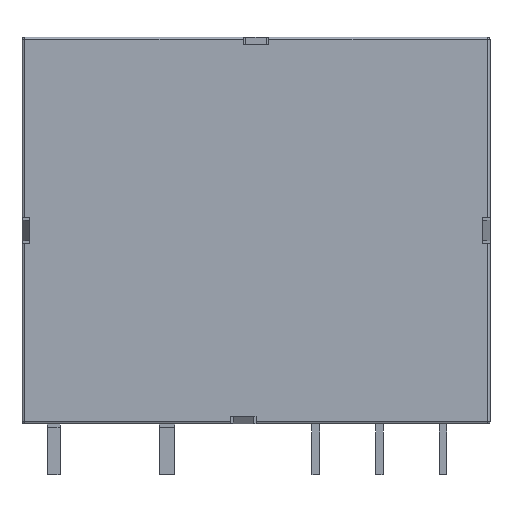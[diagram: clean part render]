
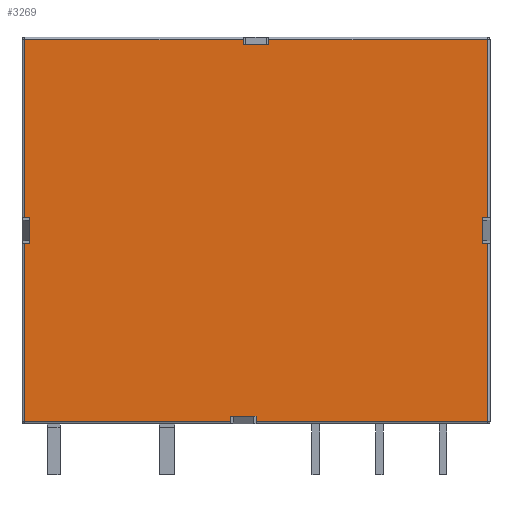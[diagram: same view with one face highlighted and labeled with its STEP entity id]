
A CAD part, front view. The second image highlights one B-rep face of the part: STEP entity #3269.
In plain terms, the highlighted planar face has unit normal (0, -1, 0).
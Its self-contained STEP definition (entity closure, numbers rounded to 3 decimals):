
#365=DIRECTION('',(1.,0.,0.));
#366=VECTOR('',#365,2.);
#367=CARTESIAN_POINT('',(-2.,-8.6,-29.8));
#368=LINE('',#367,#366);
#369=DIRECTION('',(0.,0.,1.));
#370=VECTOR('',#369,0.4);
#371=CARTESIAN_POINT('',(-2.,-8.6,-30.2));
#372=LINE('',#371,#370);
#373=DIRECTION('',(-1.,0.,0.));
#374=VECTOR('',#373,16.2);
#375=CARTESIAN_POINT('',(-2.,-8.6,-30.2));
#376=LINE('',#375,#374);
#377=DIRECTION('',(0.,0.,-1.));
#378=VECTOR('',#377,14.);
#379=CARTESIAN_POINT('',(-18.2,-8.6,-16.2));
#380=LINE('',#379,#378);
#381=DIRECTION('',(1.,0.,0.));
#382=VECTOR('',#381,0.4);
#383=CARTESIAN_POINT('',(-18.2,-8.6,-16.2));
#384=LINE('',#383,#382);
#385=DIRECTION('',(0.,0.,-1.));
#386=VECTOR('',#385,2.);
#387=CARTESIAN_POINT('',(-17.8,-8.6,-14.2));
#388=LINE('',#387,#386);
#389=DIRECTION('',(1.,0.,0.));
#390=VECTOR('',#389,0.4);
#391=CARTESIAN_POINT('',(-18.2,-8.6,-14.2));
#392=LINE('',#391,#390);
#393=DIRECTION('',(0.,0.,-1.));
#394=VECTOR('',#393,14.);
#395=CARTESIAN_POINT('',(-18.2,-8.6,-0.2));
#396=LINE('',#395,#394);
#397=DIRECTION('',(1.,0.,0.));
#398=VECTOR('',#397,17.2);
#399=CARTESIAN_POINT('',(-18.2,-8.6,-0.2));
#400=LINE('',#399,#398);
#401=DIRECTION('',(0.,0.,-1.));
#402=VECTOR('',#401,0.4);
#403=CARTESIAN_POINT('',(-1.,-8.6,-0.2));
#404=LINE('',#403,#402);
#405=DIRECTION('',(1.,0.,0.));
#406=VECTOR('',#405,2.);
#407=CARTESIAN_POINT('',(-1.,-8.6,-0.6));
#408=LINE('',#407,#406);
#409=DIRECTION('',(0.,0.,-1.));
#410=VECTOR('',#409,0.4);
#411=CARTESIAN_POINT('',(1.,-8.6,-0.2));
#412=LINE('',#411,#410);
#413=DIRECTION('',(1.,0.,0.));
#414=VECTOR('',#413,17.2);
#415=CARTESIAN_POINT('',(1.,-8.6,-0.2));
#416=LINE('',#415,#414);
#417=DIRECTION('',(0.,0.,-1.));
#418=VECTOR('',#417,14.);
#419=CARTESIAN_POINT('',(18.2,-8.6,-0.2));
#420=LINE('',#419,#418);
#421=DIRECTION('',(-1.,0.,0.));
#422=VECTOR('',#421,0.4);
#423=CARTESIAN_POINT('',(18.2,-8.6,-14.2));
#424=LINE('',#423,#422);
#425=DIRECTION('',(0.,0.,-1.));
#426=VECTOR('',#425,2.);
#427=CARTESIAN_POINT('',(17.8,-8.6,-14.2));
#428=LINE('',#427,#426);
#429=DIRECTION('',(-1.,0.,0.));
#430=VECTOR('',#429,0.4);
#431=CARTESIAN_POINT('',(18.2,-8.6,-16.2));
#432=LINE('',#431,#430);
#433=DIRECTION('',(0.,0.,-1.));
#434=VECTOR('',#433,14.);
#435=CARTESIAN_POINT('',(18.2,-8.6,-16.2));
#436=LINE('',#435,#434);
#437=DIRECTION('',(-1.,0.,0.));
#438=VECTOR('',#437,18.2);
#439=CARTESIAN_POINT('',(18.2,-8.6,-30.2));
#440=LINE('',#439,#438);
#441=DIRECTION('',(0.,0.,1.));
#442=VECTOR('',#441,0.4);
#443=CARTESIAN_POINT('',(0.,-8.6,-30.2));
#444=LINE('',#443,#442);
#2366=CARTESIAN_POINT('',(-1.,-8.6,-0.6));
#2367=CARTESIAN_POINT('',(1.,-8.6,-0.6));
#2368=VERTEX_POINT('',#2366);
#2369=VERTEX_POINT('',#2367);
#2450=CARTESIAN_POINT('',(17.8,-8.6,-16.2));
#2451=VERTEX_POINT('',#2450);
#2452=CARTESIAN_POINT('',(17.8,-8.6,-14.2));
#2453=VERTEX_POINT('',#2452);
#2542=CARTESIAN_POINT('',(-17.8,-8.6,-16.2));
#2543=VERTEX_POINT('',#2542);
#2544=CARTESIAN_POINT('',(-17.8,-8.6,-14.2));
#2545=VERTEX_POINT('',#2544);
#2603=CARTESIAN_POINT('',(-1.,-8.6,-0.2));
#2605=VERTEX_POINT('',#2603);
#2606=CARTESIAN_POINT('',(-18.2,-8.6,-0.2));
#2607=VERTEX_POINT('',#2606);
#2610=CARTESIAN_POINT('',(-18.2,-8.6,-14.2));
#2612=VERTEX_POINT('',#2610);
#2630=CARTESIAN_POINT('',(18.2,-8.6,-16.2));
#2632=VERTEX_POINT('',#2630);
#2636=CARTESIAN_POINT('',(18.2,-8.6,-30.2));
#2637=VERTEX_POINT('',#2636);
#2665=CARTESIAN_POINT('',(-18.2,-8.6,-16.2));
#2667=VERTEX_POINT('',#2665);
#2668=CARTESIAN_POINT('',(-18.2,-8.6,-30.2));
#2669=VERTEX_POINT('',#2668);
#2689=CARTESIAN_POINT('',(18.2,-8.6,-14.2));
#2691=VERTEX_POINT('',#2689);
#2692=CARTESIAN_POINT('',(18.2,-8.6,-0.2));
#2693=VERTEX_POINT('',#2692);
#2694=CARTESIAN_POINT('',(1.,-8.6,-0.2));
#2696=VERTEX_POINT('',#2694);
#2730=CARTESIAN_POINT('',(0.,-8.6,-29.8));
#2731=VERTEX_POINT('',#2730);
#2732=CARTESIAN_POINT('',(-2.,-8.6,-29.8));
#2733=VERTEX_POINT('',#2732);
#2798=CARTESIAN_POINT('',(0.,-8.6,-30.2));
#2799=VERTEX_POINT('',#2798);
#2800=CARTESIAN_POINT('',(-2.,-8.6,-30.2));
#2801=VERTEX_POINT('',#2800);
#3228=CARTESIAN_POINT('',(-18.4,-8.6,0.));
#3229=DIRECTION('',(0.,-1.,0.));
#3230=DIRECTION('',(1.,0.,0.));
#3231=AXIS2_PLACEMENT_3D('',#3228,#3229,#3230);
#3232=PLANE('',#3231);
#3234=ORIENTED_EDGE('',*,*,#3233,.F.);
#3236=ORIENTED_EDGE('',*,*,#3235,.F.);
#3238=ORIENTED_EDGE('',*,*,#3237,.T.);
#3240=ORIENTED_EDGE('',*,*,#3239,.F.);
#3242=ORIENTED_EDGE('',*,*,#3241,.T.);
#3244=ORIENTED_EDGE('',*,*,#3243,.F.);
#3246=ORIENTED_EDGE('',*,*,#3245,.F.);
#3248=ORIENTED_EDGE('',*,*,#3247,.F.);
#3249=ORIENTED_EDGE('',*,*,#3051,.T.);
#3250=ORIENTED_EDGE('',*,*,#3070,.T.);
#3252=ORIENTED_EDGE('',*,*,#3251,.T.);
#3253=ORIENTED_EDGE('',*,*,#3096,.F.);
#3254=ORIENTED_EDGE('',*,*,#3114,.T.);
#3256=ORIENTED_EDGE('',*,*,#3255,.T.);
#3258=ORIENTED_EDGE('',*,*,#3257,.T.);
#3260=ORIENTED_EDGE('',*,*,#3259,.T.);
#3261=ORIENTED_EDGE('',*,*,#3218,.F.);
#3262=ORIENTED_EDGE('',*,*,#3207,.T.);
#3264=ORIENTED_EDGE('',*,*,#3263,.T.);
#3266=ORIENTED_EDGE('',*,*,#3265,.T.);
#3267=EDGE_LOOP('',(#3234,#3236,#3238,#3240,#3242,#3244,#3246,#3248,#3249,#3250,
#3252,#3253,#3254,#3256,#3258,#3260,#3261,#3262,#3264,#3266));
#3268=FACE_OUTER_BOUND('',#3267,.F.);
#3051=EDGE_CURVE('',#2607,#2605,#400,.T.);
#3070=EDGE_CURVE('',#2605,#2368,#404,.T.);
#3096=EDGE_CURVE('',#2696,#2369,#412,.T.);
#3114=EDGE_CURVE('',#2696,#2693,#416,.T.);
#3207=EDGE_CURVE('',#2632,#2637,#436,.T.);
#3218=EDGE_CURVE('',#2632,#2451,#432,.T.);
#3233=EDGE_CURVE('',#2733,#2731,#368,.T.);
#3235=EDGE_CURVE('',#2801,#2733,#372,.T.);
#3237=EDGE_CURVE('',#2801,#2669,#376,.T.);
#3239=EDGE_CURVE('',#2667,#2669,#380,.T.);
#3241=EDGE_CURVE('',#2667,#2543,#384,.T.);
#3243=EDGE_CURVE('',#2545,#2543,#388,.T.);
#3245=EDGE_CURVE('',#2612,#2545,#392,.T.);
#3247=EDGE_CURVE('',#2607,#2612,#396,.T.);
#3251=EDGE_CURVE('',#2368,#2369,#408,.T.);
#3255=EDGE_CURVE('',#2693,#2691,#420,.T.);
#3257=EDGE_CURVE('',#2691,#2453,#424,.T.);
#3259=EDGE_CURVE('',#2453,#2451,#428,.T.);
#3263=EDGE_CURVE('',#2637,#2799,#440,.T.);
#3265=EDGE_CURVE('',#2799,#2731,#444,.T.);
#3269=ADVANCED_FACE('',(#3268),#3232,.T.);
